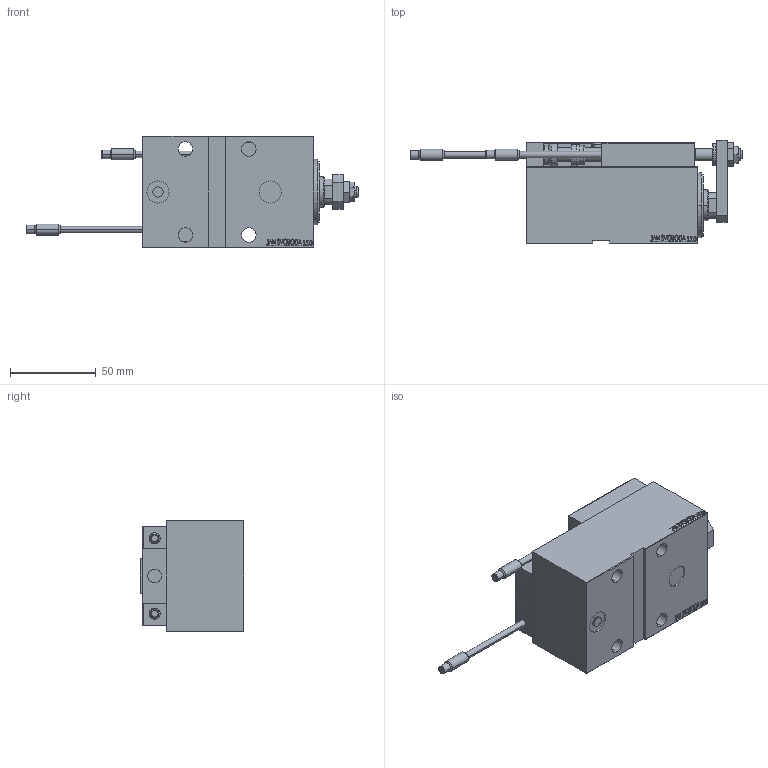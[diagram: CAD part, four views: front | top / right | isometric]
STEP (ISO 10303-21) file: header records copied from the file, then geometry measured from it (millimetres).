
FILE_DESCRIPTION (( 'STEP AP203' ), '1' );
FILE_NAME ('cfb7.STEP', '2024-02-12T07:04:03', ( '' ), ( '' ), 'SwSTEP 2.0', 'SolidWorks 2019', '' );
FILE_SCHEMA (( 'CONFIG_CONTROL_DESIGN' ));
Length unit declared in the file: millimetre
Products named in the file (16): NUT_D12 57ab7dcfbf5b96d5ff69ee09da6f1812; TYC_L79 57ab7dcfbf5b96d5ff69ee09da6f1812; V450CM_VC_B 57ab7dcfbf5b96d5ff69ee09da6f1812; SWITCH_X_FRONT_BACK 57ab7dcfbf5b96d5ff69ee09da6f1812; KONCOVKA_Y 57ab7dcfbf5b96d5ff69ee09da6f1812; SWITCH X 57ab7dcfbf5b96d5ff69ee09da6f1812; Block 57ab7dcfbf5b96d5ff69ee09da6f1812; cfb7; MAGNET 57ab7dcfbf5b96d5ff69ee09da6f1812; ALLEN BOLT D5 57ab7dcfbf5b96d5ff69ee09da6f1812; V450CM_E_VCP 57ab7dcfbf5b96d5ff69ee09da6f1812; ALLEN BOLT D8 57ab7dcfbf5b96d5ff69ee09da6f1812; SWITCH DIM B,W 57ab7dcfbf5b96d5ff69ee09da6f1812; NUT_D10 57ab7dcfbf5b96d5ff69ee09da6f1812; V450CM_E_Body 57ab7dcfbf5b96d5ff69ee09da6f1812; ZARAZKA 57ab7dcfbf5b96d5ff69ee09da6f1812
Assembly tree (25 placements, depth 3):
  cfb7
    V450CM_E_Body 57ab7dcfbf5b96d5ff69ee09da6f1812
    V450CM_E_VCP 57ab7dcfbf5b96d5ff69ee09da6f1812
    V450CM_VC_B 57ab7dcfbf5b96d5ff69ee09da6f1812
    SWITCH X 57ab7dcfbf5b96d5ff69ee09da6f1812
      SWITCH_X_FRONT_BACK 57ab7dcfbf5b96d5ff69ee09da6f1812  x2
      TYC_L79 57ab7dcfbf5b96d5ff69ee09da6f1812
      Block 57ab7dcfbf5b96d5ff69ee09da6f1812  x2
      ALLEN BOLT D5 57ab7dcfbf5b96d5ff69ee09da6f1812  x4
      ALLEN BOLT D8 57ab7dcfbf5b96d5ff69ee09da6f1812  x4
      MAGNET 57ab7dcfbf5b96d5ff69ee09da6f1812  x2
      KONCOVKA_Y 57ab7dcfbf5b96d5ff69ee09da6f1812  x2
    SWITCH DIM B,W 57ab7dcfbf5b96d5ff69ee09da6f1812
    ZARAZKA 57ab7dcfbf5b96d5ff69ee09da6f1812
    NUT_D10 57ab7dcfbf5b96d5ff69ee09da6f1812
    NUT_D12 57ab7dcfbf5b96d5ff69ee09da6f1812
Bounding box: 193.7 x 60.5 x 65 mm (x, y, z)
Volume: 318842.4 mm3; surface area: 78410 mm2
Topology: 24 solids, 24 shells, 1308 faces, 3126 edges, 1994 vertices
Faces by surface type: plane 571, bspline 380, cylinder 184, cone 121, torus 48, sphere 4
Entity records: 50123 total; most frequent: CARTESIAN_POINT 25429, ORIENTED_EDGE 5228, DIRECTION 3519, EDGE_CURVE 2614, VERTEX_POINT 1706, VECTOR 1511, LINE 1511, EDGE_LOOP 1204
